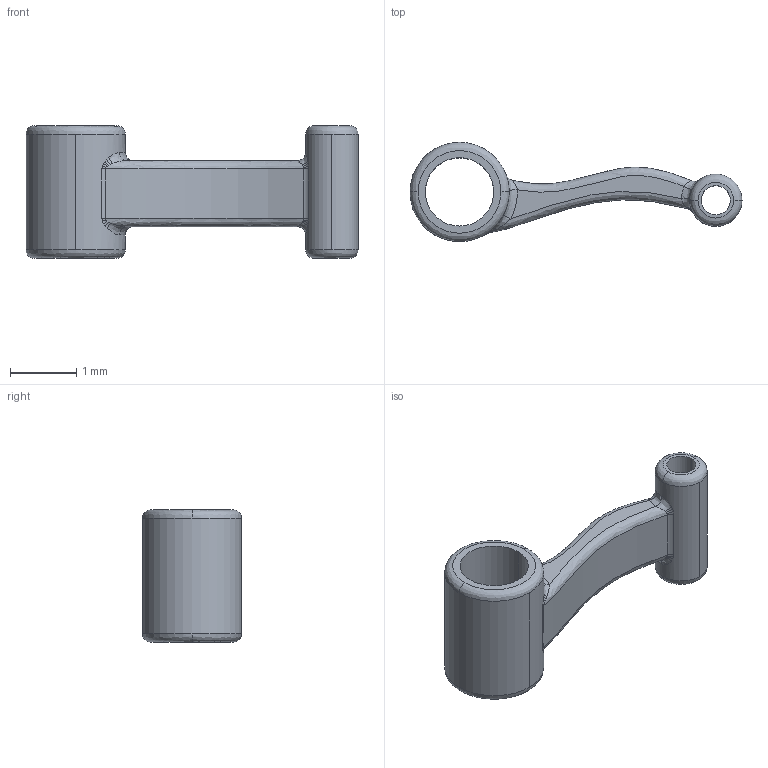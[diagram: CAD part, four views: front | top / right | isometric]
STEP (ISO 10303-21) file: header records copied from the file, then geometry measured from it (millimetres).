
FILE_DESCRIPTION(/* description */ (''),/* implementation_level */ '2;1');
FILE_NAME(/* name */ 'linkrods',/* time_stamp */ '2025-07-15T10:50:40-07:00',/* author */ (''),/* organization */ (''),/* preprocessor_version */ 'ST-DEVELOPER v19.2',/* originating_system */ 'Rhino 8.19',/* authorisation */ '');
FILE_SCHEMA (('CONFIG_CONTROL_DESIGN'));
Length unit declared in the file: millimetre
Products named in the file (1): Document
Bounding box: 5.02 x 1.5 x 2 mm (x, y, z)
Surface area: 32.2 mm2 (no closed solid volume)
Topology: 0 solids, 52 shells, 60 faces, 318 edges, 302 vertices
Faces by surface type: bspline 42, cylinder 12, plane 6
Entity records: 12929 total; most frequent: CARTESIAN_POINT 10573, DIRECTION 354, ORIENTED_EDGE 334, EDGE_CURVE 318, VERTEX_POINT 302, AXIS2_PLACEMENT_3D 186, CIRCLE 166, TRIMMED_CURVE 164
